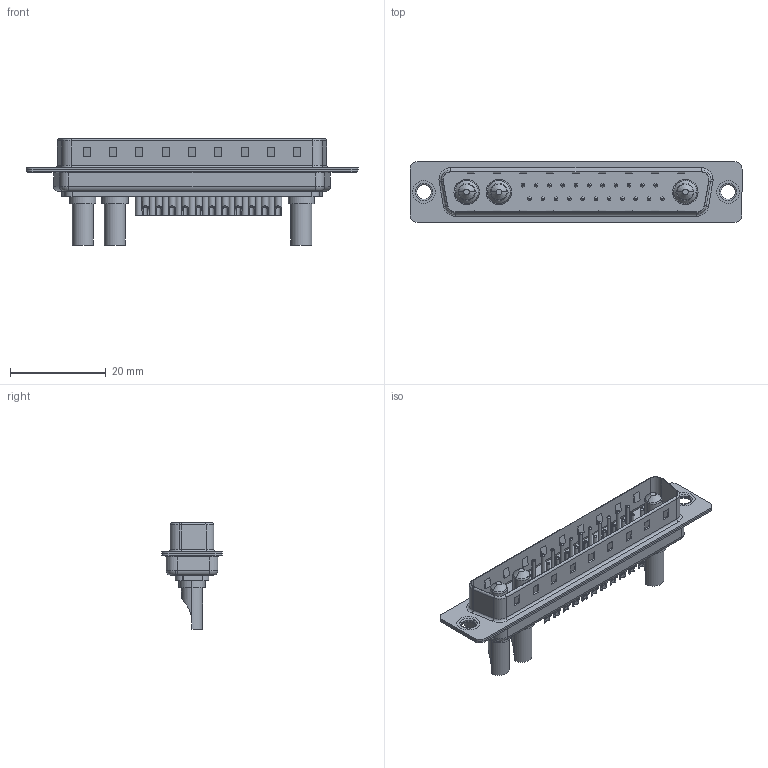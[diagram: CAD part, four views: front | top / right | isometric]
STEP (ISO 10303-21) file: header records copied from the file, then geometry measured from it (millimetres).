
FILE_DESCRIPTION (( 'STEP AP203' ), '1' );
FILE_NAME ('627-25W3622-3T1.STEP', '2019-05-29T20:51:40', ( '' ), ( '' ), 'SwSTEP 2.0', 'SolidWorks 2016', '' );
FILE_SCHEMA (( 'CONFIG_CONTROL_DESIGN' ));
Length unit declared in the file: millimetre
Products named in the file (8): 627Combo Shell Rear_37 Contacts; 627Combo Shell Front_37 Contacts; 627Combo Thru Hole Rivet; Power Pin_30A SC; 627Combo Contact Row 1_22; 627Combo Contact Row 2_22; 627-25W3622-3T1; 627Combo Housing_25W3
Assembly tree (30 placements, depth 2):
  627-25W3622-3T1
    627Combo Housing_25W3
    627Combo Shell Rear_37 Contacts
    627Combo Shell Front_37 Contacts
    627Combo Thru Hole Rivet  x2
    Power Pin_30A SC  x3
    627Combo Contact Row 1_22  x11
    627Combo Contact Row 2_22  x11
Bounding box: 69.3 x 12.6 x 22.3 mm (x, y, z)
Volume: 4001.4 mm3; surface area: 9534.1 mm2
Topology: 33 solids, 33 shells, 1338 faces, 3129 edges, 1915 vertices
Faces by surface type: cylinder 543, plane 440, torus 284, cone 65, bspline 6
Entity records: 21118 total; most frequent: DIRECTION 3611, CARTESIAN_POINT 3520, ORIENTED_EDGE 3162, EDGE_CURVE 1581, AXIS2_PLACEMENT_3D 1386, VERTEX_POINT 1005, VECTOR 839, LINE 839
